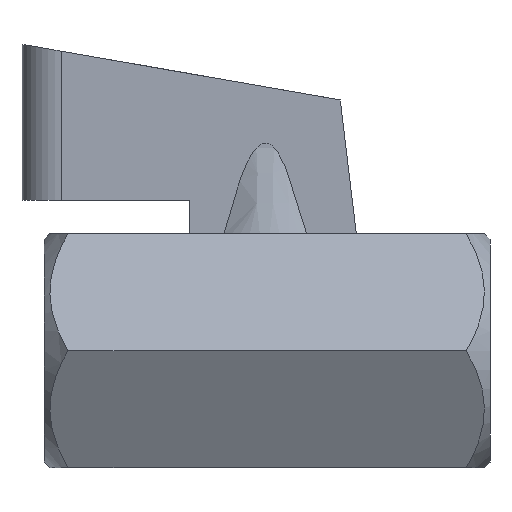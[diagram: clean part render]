
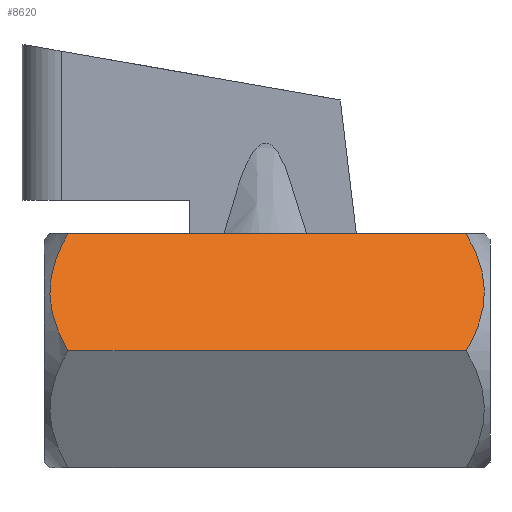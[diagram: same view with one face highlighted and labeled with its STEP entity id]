
A CAD part, front view. The second image highlights one B-rep face of the part: STEP entity #8620.
In plain terms, the highlighted face is planar.
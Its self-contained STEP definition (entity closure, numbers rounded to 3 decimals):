
#18=HYPERBOLA('',#8475,10.5,10.5);
#22=HYPERBOLA('',#8483,10.5,10.5);
#112=VECTOR('',#3847,1.);
#113=VECTOR('',#3854,1.);
#202=LINE('',#8277,#112);
#203=LINE('',#8283,#113);
#2303=PLANE('',#8482);
#2657=ORIENTED_EDGE('',*,*,#3065,.F.);
#2658=ORIENTED_EDGE('',*,*,#3073,.T.);
#2659=ORIENTED_EDGE('',*,*,#3074,.F.);
#2660=ORIENTED_EDGE('',*,*,#3070,.F.);
#2882=VERTEX_POINT('',#8264);
#2883=VERTEX_POINT('',#8266);
#2886=VERTEX_POINT('',#8276);
#2888=VERTEX_POINT('',#8282);
#3065=EDGE_CURVE('',#2882,#2883,#18,.T.);
#3070=EDGE_CURVE('',#2883,#2886,#202,.T.);
#3073=EDGE_CURVE('',#2882,#2888,#203,.T.);
#3074=EDGE_CURVE('',#2886,#2888,#22,.T.);
#3231=EDGE_LOOP('',(#2657,#2658,#2659,#2660));
#3395=FACE_BOUND('',#3231,.T.);
#3835=DIRECTION('',(-0.866,-0.5,0.));
#3836=DIRECTION('',(0.,0.,1.));
#3847=DIRECTION('',(0.,0.,35.751));
#3852=DIRECTION('',(-0.866,-0.5,0.));
#3853=DIRECTION('',(-0.5,0.866,0.));
#3854=DIRECTION('',(0.,0.,35.751));
#3855=DIRECTION('',(-0.866,-0.5,0.));
#3856=DIRECTION('',(0.,0.,-1.));
#8264=CARTESIAN_POINT('',(-6.062,-10.5,2.124));
#8266=CARTESIAN_POINT('',(-12.124,0.,2.124));
#8267=CARTESIAN_POINT('',(-9.093,-5.25,-10.));
#8276=CARTESIAN_POINT('',(-12.124,0.,37.876));
#8277=CARTESIAN_POINT('',(-12.124,0.,2.124));
#8281=CARTESIAN_POINT('',(-6.062,-10.5,2.124));
#8282=CARTESIAN_POINT('',(-6.062,-10.5,37.876));
#8283=CARTESIAN_POINT('',(-6.062,-10.5,2.124));
#8284=CARTESIAN_POINT('',(-9.093,-5.25,50.));
#8475=AXIS2_PLACEMENT_3D('',#8267,#3835,#3836);
#8482=AXIS2_PLACEMENT_3D('',#8281,#3852,#3853);
#8483=AXIS2_PLACEMENT_3D('',#8284,#3855,#3856);
#8620=ADVANCED_FACE('',(#3395),#2303,.T.);
